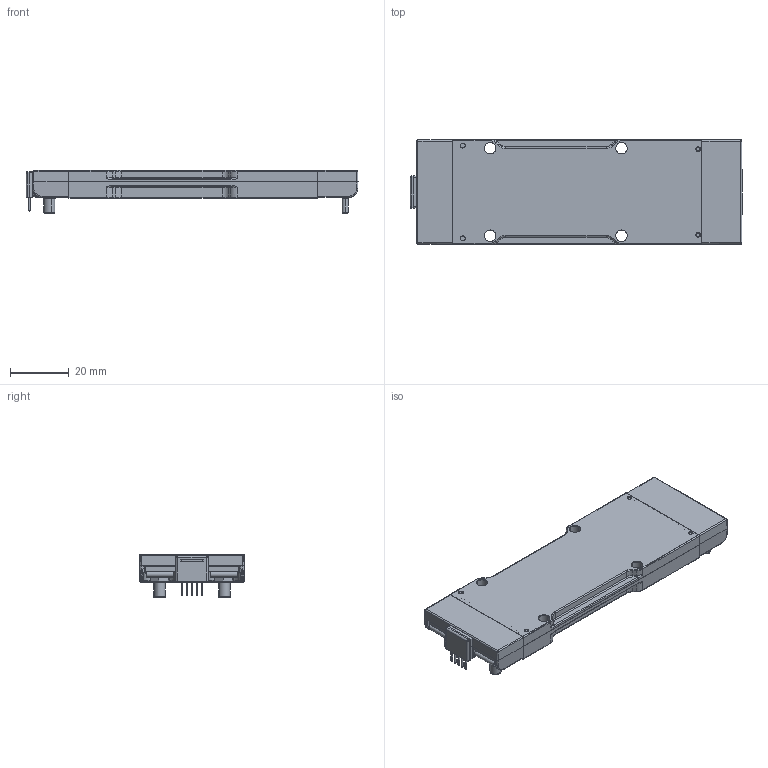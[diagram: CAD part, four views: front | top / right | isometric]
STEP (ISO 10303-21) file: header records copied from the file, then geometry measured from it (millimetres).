
FILE_DESCRIPTION (( 'STEP AP214' ), '1' );
FILE_NAME ('VIA_4414_longpin_with_comm.STEP', '2021-01-04T15:05:49', ( '' ), ( '' ), 'SwSTEP 2.0', 'SolidWorks 2017', '' );
FILE_SCHEMA (( 'AUTOMOTIVE_DESIGN' ));
Length unit declared in the file: millimetre
Products named in the file (1): VIA_4414_longpin_with_comm
Bounding box: 112.76 x 35.54 x 14.61 mm (x, y, z)
Volume: 58443.4 mm3; surface area: 26878.8 mm2
Topology: 33 solids, 37 shells, 1572 faces, 4013 edges, 2543 vertices
Faces by surface type: plane 615, cylinder 505, cone 294, bspline 158
Entity records: 90464 total; most frequent: CARTESIAN_POINT 36094, ORIENTED_EDGE 8026, DIRECTION 7142, EDGE_CURVE 4013, VERTEX_POINT 2543, AXIS2_PLACEMENT_3D 2513, LINE 2116, VECTOR 2116
